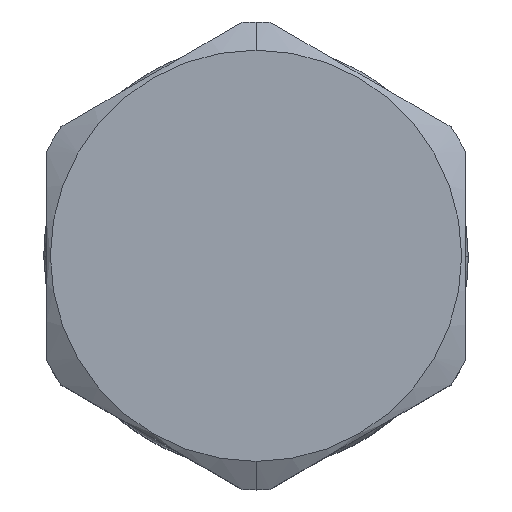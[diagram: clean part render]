
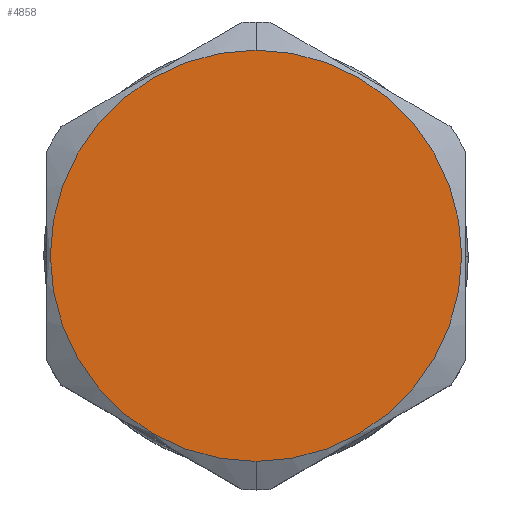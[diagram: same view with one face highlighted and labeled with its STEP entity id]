
A CAD part, top view. The second image highlights one B-rep face of the part: STEP entity #4858.
In plain terms, the highlighted planar face has unit normal (0, 0, 1).
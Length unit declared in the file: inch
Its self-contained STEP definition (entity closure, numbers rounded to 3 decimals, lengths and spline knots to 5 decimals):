
#936=CARTESIAN_POINT('',(0.,0.,2.561));
#937=DIRECTION('',(0.,0.,1.));
#938=DIRECTION('',(0.,-1.,0.));
#939=AXIS2_PLACEMENT_3D('',#936,#937,#938);
#941=CARTESIAN_POINT('',(0.,0.,2.561));
#942=DIRECTION('',(0.,0.,1.));
#943=DIRECTION('',(0.,1.,0.));
#944=AXIS2_PLACEMENT_3D('',#941,#942,#943);
#3734=CARTESIAN_POINT('',(0.,-0.43,2.561));
#3735=CARTESIAN_POINT('',(0.,0.43,2.561));
#3736=VERTEX_POINT('',#3734);
#3737=VERTEX_POINT('',#3735);
#4849=CARTESIAN_POINT('',(0.,0.,2.561));
#4850=DIRECTION('',(0.,0.,1.));
#4851=DIRECTION('',(0.,1.,0.));
#4852=AXIS2_PLACEMENT_3D('',#4849,#4850,#4851);
#4853=PLANE('',#4852);
#4854=ORIENTED_EDGE('',*,*,#4682,.F.);
#4855=ORIENTED_EDGE('',*,*,#4840,.F.);
#4856=EDGE_LOOP('',(#4854,#4855));
#4857=FACE_OUTER_BOUND('',#4856,.F.);
#4858=ADVANCED_FACE('',(#4857),#4853,.T.);
#940=CIRCLE('',#939,0.43);
#945=CIRCLE('',#944,0.43);
#4682=EDGE_CURVE('',#3736,#3737,#940,.T.);
#4840=EDGE_CURVE('',#3737,#3736,#945,.T.);
